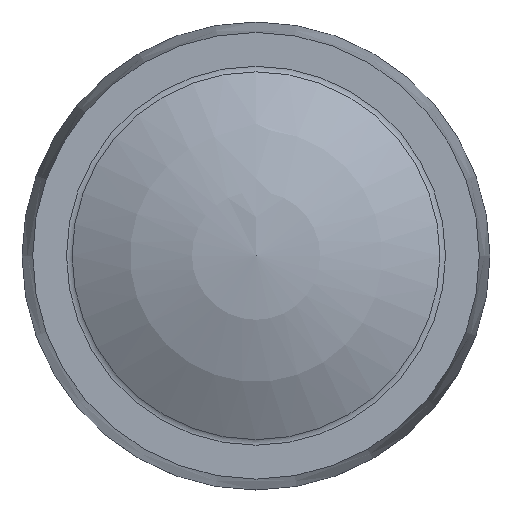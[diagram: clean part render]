
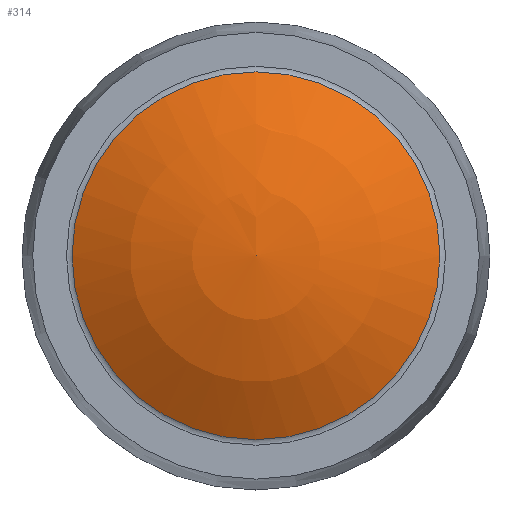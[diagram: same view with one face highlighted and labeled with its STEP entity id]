
A CAD part, top view. The second image highlights one B-rep face of the part: STEP entity #314.
In plain terms, the highlighted spherical face has radius 16.562 mm.
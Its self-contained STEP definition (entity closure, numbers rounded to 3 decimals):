
#38=ORIENTED_EDGE('',*,*,#72,.T.);
#72=EDGE_CURVE('',#89,#89,#106,.F.);
#89=VERTEX_POINT('',#448);
#106=CIRCLE('',#339,8.631);
#123=EDGE_LOOP('',(#38));
#157=FACE_BOUND('',#123,.T.);
#191=SPHERICAL_SURFACE('',#338,16.563);
#314=ADVANCED_FACE('',(#157),#191,.T.);
#338=AXIS2_PLACEMENT_3D('',#446,#375,#376);
#339=AXIS2_PLACEMENT_3D('',#447,#377,#378);
#375=DIRECTION('',(0.,0.,1.));
#376=DIRECTION('',(0.,1.,0.));
#377=DIRECTION('',(0.,0.,-1.));
#378=DIRECTION('',(-1.,0.,0.));
#446=CARTESIAN_POINT('',(0.,0.02,-0.562));
#447=CARTESIAN_POINT('',(0.,0.02,13.573));
#448=CARTESIAN_POINT('',(-8.631,0.02,13.573));
